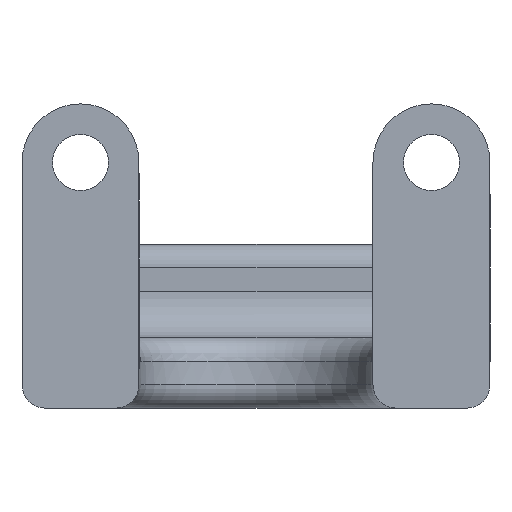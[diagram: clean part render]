
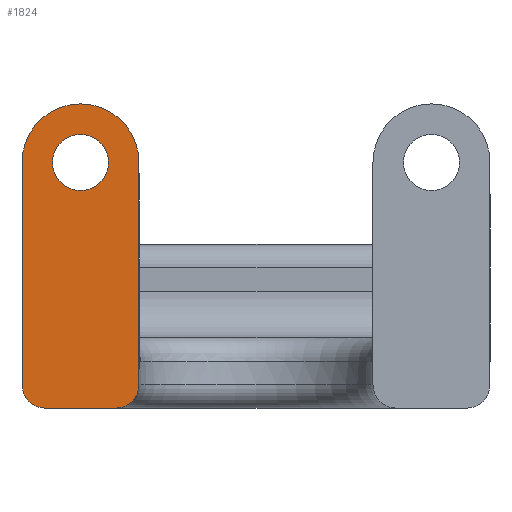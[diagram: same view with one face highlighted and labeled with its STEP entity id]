
A CAD part, front view. The second image highlights one B-rep face of the part: STEP entity #1824.
In plain terms, the highlighted planar face has unit normal (0, -1, 0).
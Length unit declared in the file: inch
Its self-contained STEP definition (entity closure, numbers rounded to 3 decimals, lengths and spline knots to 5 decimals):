
#47=FACE_BOUND($,#579,.T.);
#48=FACE_BOUND($,#580,.T.);
#73=PLANE($,#2040);
#145=LINE($,#3434,#265);
#156=LINE($,#3464,#276);
#188=LINE($,#3665,#308);
#265=VECTOR($,#2328,0.475);
#276=VECTOR($,#2353,0.15);
#308=VECTOR($,#2539,0.475);
#579=EDGE_LOOP($,(#1629));
#580=EDGE_LOOP($,(#1630,#1631,#1632,#1633,#1634,#1635));
#657=CIRCLE($,#1949,0.05);
#699=CIRCLE($,#2032,0.125);
#703=CIRCLE($,#2039,0.05);
#704=CIRCLE($,#2041,0.06);
#847=VERTEX_POINT($,#3431);
#848=VERTEX_POINT($,#3433);
#849=VERTEX_POINT($,#3438);
#860=VERTEX_POINT($,#3462);
#895=VERTEX_POINT($,#3662);
#896=VERTEX_POINT($,#3664);
#897=VERTEX_POINT($,#3677);
#1057=EDGE_CURVE($,#848,#847,#145,.T.);
#1061=EDGE_CURVE($,#849,#847,#657,.T.);
#1073=EDGE_CURVE($,#849,#860,#156,.T.);
#1150=EDGE_CURVE($,#896,#895,#188,.T.);
#1152=EDGE_CURVE($,#895,#848,#699,.T.);
#1156=EDGE_CURVE($,#896,#860,#703,.T.);
#1157=EDGE_CURVE($,#897,#897,#704,.T.);
#1629=ORIENTED_EDGE($,*,*,#1157,.T.);
#1630=ORIENTED_EDGE($,*,*,#1156,.F.);
#1631=ORIENTED_EDGE($,*,*,#1150,.T.);
#1632=ORIENTED_EDGE($,*,*,#1152,.T.);
#1633=ORIENTED_EDGE($,*,*,#1057,.T.);
#1634=ORIENTED_EDGE($,*,*,#1061,.F.);
#1635=ORIENTED_EDGE($,*,*,#1073,.T.);
#1824=ADVANCED_FACE($,(#47,#48),#73,.T.);
#1949=AXIS2_PLACEMENT_3D($,#3440,#2335,#2336);
#2032=AXIS2_PLACEMENT_3D($,#3668,#2543,#2544);
#2039=AXIS2_PLACEMENT_3D($,#3675,#2557,#2558);
#2040=AXIS2_PLACEMENT_3D($,#3676,#2559,#2560);
#2041=AXIS2_PLACEMENT_3D($,#3678,#2561,#2562);
#2328=DIRECTION($,(0.,0.,-1.));
#2335=DIRECTION('center_axis',(0.,1.,0.));
#2336=DIRECTION('ref_axis',(-0.707,0.,-0.707));
#2353=DIRECTION($,(1.,0.,0.));
#2539=DIRECTION($,(0.,0.,1.));
#2543=DIRECTION('center_axis',(0.,-1.,0.));
#2544=DIRECTION('ref_axis',(1.,0.,0.));
#2557=DIRECTION('center_axis',(0.,1.,0.));
#2558=DIRECTION('ref_axis',(0.707,0.,-0.707));
#2559=DIRECTION('center_axis',(0.,-1.,0.));
#2560=DIRECTION('ref_axis',(0.,0.,-1.));
#2561=DIRECTION('center_axis',(0.,1.,0.));
#2562=DIRECTION('ref_axis',(-1.,0.,0.));
#3431=CARTESIAN_POINT('',(-0.75,-0.1,0.05));
#3433=CARTESIAN_POINT('',(-0.75,-0.1,0.525));
#3434=CARTESIAN_POINT($,(-0.75,-0.1,0.525));
#3438=CARTESIAN_POINT('',(-0.7,-0.1,0.));
#3440=CARTESIAN_POINT('Origin',(-0.7,-0.1,0.05));
#3462=CARTESIAN_POINT('',(-0.55,-0.1,0.));
#3464=CARTESIAN_POINT($,(-0.75,-0.1,0.));
#3662=CARTESIAN_POINT('',(-0.5,-0.1,0.525));
#3664=CARTESIAN_POINT('',(-0.5,-0.1,0.05));
#3665=CARTESIAN_POINT($,(-0.5,-0.1,0.));
#3668=CARTESIAN_POINT('Origin',(-0.625,-0.1,0.525));
#3675=CARTESIAN_POINT('Origin',(-0.55,-0.1,0.05));
#3676=CARTESIAN_POINT('Origin',(-0.625,-0.1,0.075));
#3677=CARTESIAN_POINT('',(-0.565,-0.1,0.525));
#3678=CARTESIAN_POINT('Origin',(-0.625,-0.1,0.525));
